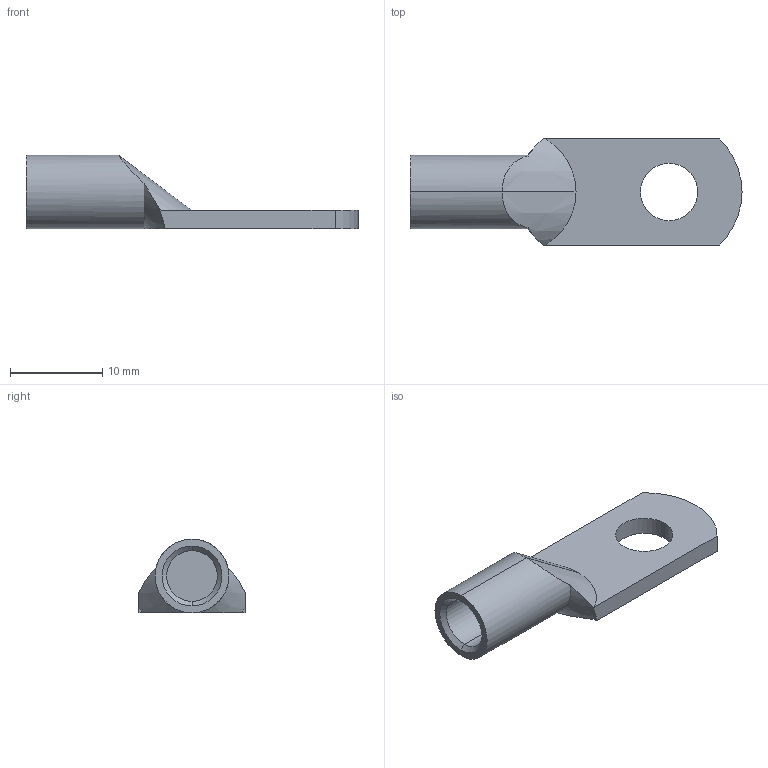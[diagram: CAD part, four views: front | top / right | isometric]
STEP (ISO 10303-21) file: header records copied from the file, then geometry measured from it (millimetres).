
FILE_DESCRIPTION (( 'STEP AP203' ), '1' );
FILE_NAME ('dt-10-8-5 侲膰翴籦鴀 DT-10-8-5 (盉).STEP', '2017-02-06T17:11:28', ( 'kuryshev' ), ( '' ), 'SwSTEP 2.0', 'SolidWorks 2010', '' );
FILE_SCHEMA (( 'CONFIG_CONTROL_DESIGN' ));
Length unit declared in the file: millimetre
Products named in the file (1): dt-10-8-5 侲膰翴籦鴀 DT-10-8-5 (盉)
Bounding box: 36 x 11.5 x 8 mm (x, y, z)
Volume: 907.7 mm3; surface area: 1163.3 mm2
Topology: 1 solids, 1 shells, 21 faces, 49 edges, 31 vertices
Faces by surface type: plane 8, cylinder 7, cone 4, bspline 2
Entity records: 762 total; most frequent: CARTESIAN_POINT 204, DIRECTION 101, ORIENTED_EDGE 98, EDGE_CURVE 49, AXIS2_PLACEMENT_3D 40, VERTEX_POINT 31, EDGE_LOOP 24, LINE 21
